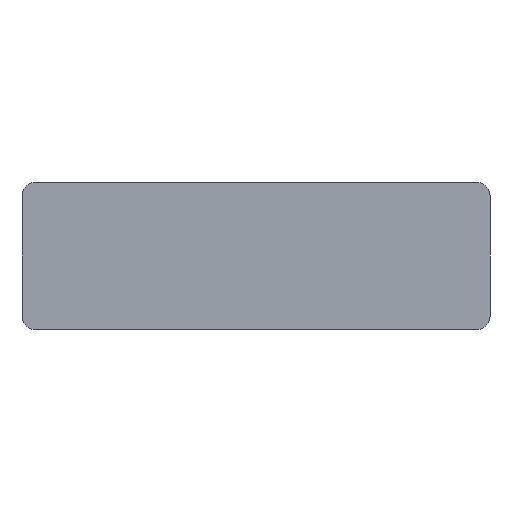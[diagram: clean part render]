
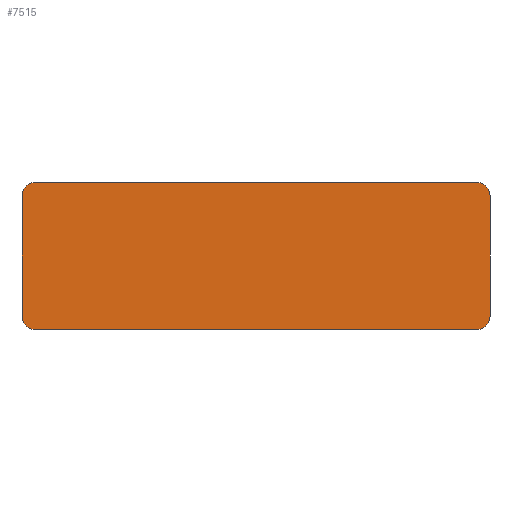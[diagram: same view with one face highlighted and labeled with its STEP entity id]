
A CAD part, front view. The second image highlights one B-rep face of the part: STEP entity #7515.
In plain terms, the highlighted planar face has unit normal (0, -1, 0).
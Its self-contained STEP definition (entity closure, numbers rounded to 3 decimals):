
#2=CARTESIAN_POINT('',(33.,-22.,-9.));
#3=DIRECTION('',(0.,1.,0.));
#4=DIRECTION('',(1.,0.,0.));
#5=AXIS2_PLACEMENT_3D('',#2,#3,#4);
#7=DIRECTION('',(1.,0.,0.));
#8=VECTOR('',#7,66.);
#9=CARTESIAN_POINT('',(-33.,-22.,-11.));
#10=LINE('',#9,#8);
#11=CARTESIAN_POINT('',(-33.,-22.,-9.));
#12=DIRECTION('',(0.,-1.,0.));
#13=DIRECTION('',(-1.,0.,0.));
#14=AXIS2_PLACEMENT_3D('',#11,#12,#13);
#16=CARTESIAN_POINT('',(-33.,-22.,9.));
#17=DIRECTION('',(0.,1.,0.));
#18=DIRECTION('',(-1.,0.,0.));
#19=AXIS2_PLACEMENT_3D('',#16,#17,#18);
#21=DIRECTION('',(1.,0.,0.));
#22=VECTOR('',#21,66.);
#23=CARTESIAN_POINT('',(-33.,-22.,11.));
#24=LINE('',#23,#22);
#25=CARTESIAN_POINT('',(33.,-22.,9.));
#26=DIRECTION('',(0.,-1.,0.));
#27=DIRECTION('',(1.,0.,0.));
#28=AXIS2_PLACEMENT_3D('',#25,#26,#27);
#42=DIRECTION('',(0.,0.,1.));
#43=VECTOR('',#42,18.);
#44=CARTESIAN_POINT('',(35.,-22.,-9.));
#45=LINE('',#44,#43);
#92=DIRECTION('',(0.,0.,-1.));
#93=VECTOR('',#92,18.);
#94=CARTESIAN_POINT('',(-35.,-22.,9.));
#95=LINE('',#94,#93);
#7436=CARTESIAN_POINT('',(35.,-22.,9.));
#7437=CARTESIAN_POINT('',(33.,-22.,11.));
#7438=VERTEX_POINT('',#7436);
#7439=VERTEX_POINT('',#7437);
#7450=CARTESIAN_POINT('',(-35.,-22.,9.));
#7451=CARTESIAN_POINT('',(-33.,-22.,11.));
#7452=VERTEX_POINT('',#7450);
#7453=VERTEX_POINT('',#7451);
#7464=CARTESIAN_POINT('',(35.,-22.,-9.));
#7465=CARTESIAN_POINT('',(33.,-22.,-11.));
#7466=VERTEX_POINT('',#7464);
#7467=VERTEX_POINT('',#7465);
#7478=CARTESIAN_POINT('',(-35.,-22.,-9.));
#7479=CARTESIAN_POINT('',(-33.,-22.,-11.));
#7480=VERTEX_POINT('',#7478);
#7481=VERTEX_POINT('',#7479);
#7492=CARTESIAN_POINT('',(0.,-22.,0.));
#7493=DIRECTION('',(0.,-1.,0.));
#7494=DIRECTION('',(1.,0.,0.));
#7495=AXIS2_PLACEMENT_3D('',#7492,#7493,#7494);
#7496=PLANE('',#7495);
#7498=ORIENTED_EDGE('',*,*,#7497,.F.);
#7500=ORIENTED_EDGE('',*,*,#7499,.T.);
#7502=ORIENTED_EDGE('',*,*,#7501,.F.);
#7504=ORIENTED_EDGE('',*,*,#7503,.F.);
#7506=ORIENTED_EDGE('',*,*,#7505,.F.);
#7508=ORIENTED_EDGE('',*,*,#7507,.T.);
#7510=ORIENTED_EDGE('',*,*,#7509,.T.);
#7512=ORIENTED_EDGE('',*,*,#7511,.F.);
#7513=EDGE_LOOP('',(#7498,#7500,#7502,#7504,#7506,#7508,#7510,#7512));
#7514=FACE_OUTER_BOUND('',#7513,.F.);
#7515=ADVANCED_FACE('',(#7514),#7496,.T.);
#6=CIRCLE('',#5,2.);
#15=CIRCLE('',#14,2.);
#20=CIRCLE('',#19,2.);
#29=CIRCLE('',#28,2.);
#7497=EDGE_CURVE('',#7466,#7438,#45,.T.);
#7499=EDGE_CURVE('',#7466,#7467,#6,.T.);
#7501=EDGE_CURVE('',#7481,#7467,#10,.T.);
#7503=EDGE_CURVE('',#7480,#7481,#15,.T.);
#7505=EDGE_CURVE('',#7452,#7480,#95,.T.);
#7507=EDGE_CURVE('',#7452,#7453,#20,.T.);
#7509=EDGE_CURVE('',#7453,#7439,#24,.T.);
#7511=EDGE_CURVE('',#7438,#7439,#29,.T.);
